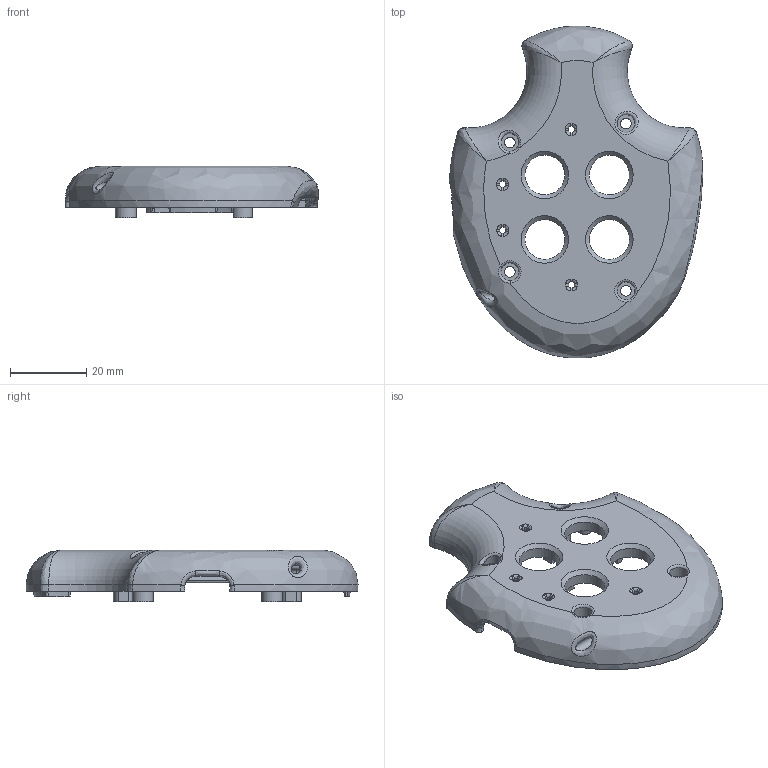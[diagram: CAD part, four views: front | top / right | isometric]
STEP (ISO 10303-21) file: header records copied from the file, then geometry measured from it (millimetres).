
FILE_DESCRIPTION(/* description */ (''),/* implementation_level */ '2;1');
FILE_NAME(/* name */ 'PuckPuckBruce-rev5-Top.stp',/* time_stamp */ '2020-09-09T19:08:42-07:00',/* author */ ('andre'),/* organization */ (''),/* preprocessor_version */ 'ST-DEVELOPER v17',/* originating_system */ 'Autodesk Inventor 2019',/* authorisation */ '');
FILE_SCHEMA (('AUTOMOTIVE_DESIGN { 1 0 10303 214 3 1 1 }'));
Length unit declared in the file: millimetre
Products named in the file (1): PuckPuckBruce-rev5-Top
Bounding box: 66.61 x 87.32 x 13.57 mm (x, y, z)
Volume: 12877.8 mm3; surface area: 12875.1 mm2
Topology: 1 solids, 1 shells, 379 faces, 1007 edges, 635 vertices
Faces by surface type: plane 128, bspline 110, cylinder 77, torus 46, cone 18
Full cylindrical faces by diameter (mm): 2.5 x1, 2.8 x4, 3.5 x2, 4.7 x4, 5.5 x2, 10.5 x4
Entity records: 17838 total; most frequent: CARTESIAN_POINT 9169, ORIENTED_EDGE 2004, DIRECTION 1467, EDGE_CURVE 1002, VERTEX_POINT 636, AXIS2_PLACEMENT_3D 571, EDGE_LOOP 416, FACE_OUTER_BOUND 379
